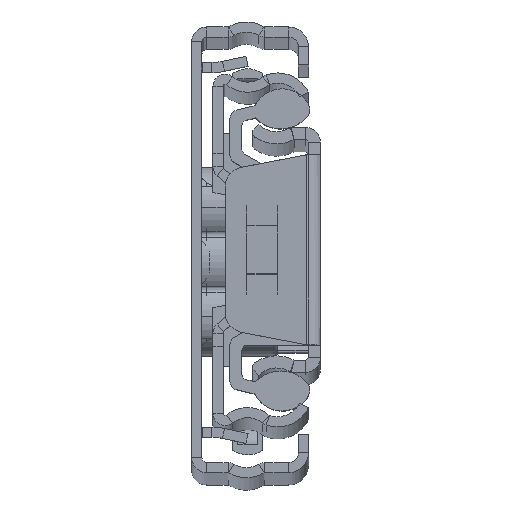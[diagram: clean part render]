
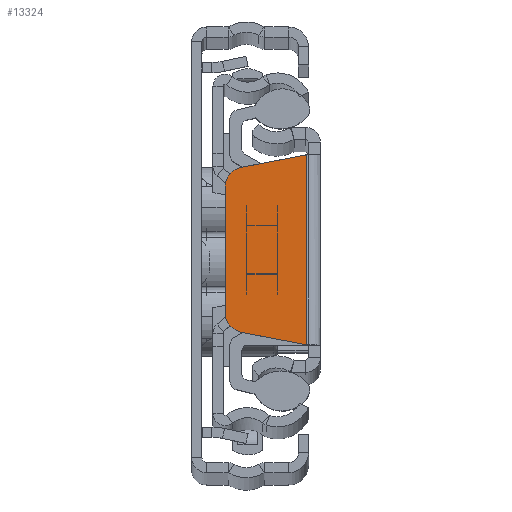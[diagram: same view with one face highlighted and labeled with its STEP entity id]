
A CAD part, top view. The second image highlights one B-rep face of the part: STEP entity #13324.
In plain terms, the highlighted planar face has unit normal (0, 0, 1).
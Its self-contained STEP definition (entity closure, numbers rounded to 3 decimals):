
#230 = LINE ( 'NONE', #20193, #19082 ) ;
#761 = AXIS2_PLACEMENT_3D ( 'NONE', #14047, #5089, #21310 ) ;
#2053 = VECTOR ( 'NONE', #19114, 1000. ) ;
#2513 = ORIENTED_EDGE ( 'NONE', *, *, #10461, .T. ) ;
#2653 = CARTESIAN_POINT ( 'NONE',  ( -1.36, 9.379, 0. ) ) ;
#2859 = LINE ( 'NONE', #10136, #21103 ) ;
#4206 = DIRECTION ( 'NONE',  ( 0., -1., 0. ) ) ;
#4237 = VERTEX_POINT ( 'NONE', #6401 ) ;
#4464 = ORIENTED_EDGE ( 'NONE', *, *, #19009, .F. ) ;
#4602 = DIRECTION ( 'NONE',  ( 0., 0., 1. ) ) ;
#4767 = CARTESIAN_POINT ( 'NONE',  ( -1.786, 9.298, 0. ) ) ;
#5089 = DIRECTION ( 'NONE',  ( 0., 0., -1. ) ) ;
#5294 = CARTESIAN_POINT ( 'NONE',  ( -7.401, -6.183, 0. ) ) ;
#5321 = FACE_OUTER_BOUND ( 'NONE', #10728, .T. ) ;
#6381 = ORIENTED_EDGE ( 'NONE', *, *, #17122, .T. ) ;
#6401 = CARTESIAN_POINT ( 'NONE',  ( -7.778, -8.147, 0. ) ) ;
#6443 = CIRCLE ( 'NONE', #22948, 2. ) ;
#6608 = ORIENTED_EDGE ( 'NONE', *, *, #13665, .T. ) ;
#8061 = VERTEX_POINT ( 'NONE', #20438 ) ;
#9479 = VECTOR ( 'NONE', #14103, 1000. ) ;
#9552 = DIRECTION ( 'NONE',  ( -1., 0., 0. ) ) ;
#9568 = CARTESIAN_POINT ( 'NONE',  ( -1.36, -9.379, 0. ) ) ;
#9788 = CIRCLE ( 'NONE', #22925, 2. ) ;
#10136 = CARTESIAN_POINT ( 'NONE',  ( -9.401, 0., 0. ) ) ;
#10374 = CARTESIAN_POINT ( 'NONE',  ( -9.401, 6.183, 0. ) ) ;
#10461 = EDGE_CURVE ( 'NONE', #8061, #21943, #6443, .T. ) ;
#10467 = ORIENTED_EDGE ( 'NONE', *, *, #11425, .T. ) ;
#10700 = VERTEX_POINT ( 'NONE', #16116 ) ;
#10728 = EDGE_LOOP ( 'NONE', ( #12134, #6608, #10467, #4464, #6381, #2513 ) ) ;
#10729 = DIRECTION ( 'NONE',  ( -1., 0., 0. ) ) ;
#11425 = EDGE_CURVE ( 'NONE', #4237, #20916, #12691, .T. ) ;
#12134 = ORIENTED_EDGE ( 'NONE', *, *, #14559, .T. ) ;
#12281 = PLANE ( 'NONE',  #761 ) ;
#12500 = DIRECTION ( 'NONE',  ( 0., 0., 1. ) ) ;
#12588 = CARTESIAN_POINT ( 'NONE',  ( -1.786, -9.298, 0. ) ) ;
#12691 = LINE ( 'NONE', #12588, #9479 ) ;
#13324 = ADVANCED_FACE ( 'NONE', ( #5321 ), #12281, .F. ) ;
#13665 = EDGE_CURVE ( 'NONE', #10700, #4237, #9788, .T. ) ;
#14047 = CARTESIAN_POINT ( 'NONE',  ( 0., 0., 0. ) ) ;
#14103 = DIRECTION ( 'NONE',  ( 0.982, -0.189, 0. ) ) ;
#14239 = VERTEX_POINT ( 'NONE', #2653 ) ;
#14559 = EDGE_CURVE ( 'NONE', #21943, #10700, #2859, .T. ) ;
#16116 = CARTESIAN_POINT ( 'NONE',  ( -9.401, -6.183, 0. ) ) ;
#17122 = EDGE_CURVE ( 'NONE', #14239, #8061, #17232, .T. ) ;
#17232 = LINE ( 'NONE', #4767, #2053 ) ;
#19009 = EDGE_CURVE ( 'NONE', #14239, #20916, #230, .T. ) ;
#19082 = VECTOR ( 'NONE', #4206, 1000. ) ;
#19114 = DIRECTION ( 'NONE',  ( -0.982, -0.189, 0. ) ) ;
#20193 = CARTESIAN_POINT ( 'NONE',  ( -1.36, -9.379, 0. ) ) ;
#20438 = CARTESIAN_POINT ( 'NONE',  ( -7.778, 8.147, 0. ) ) ;
#20916 = VERTEX_POINT ( 'NONE', #9568 ) ;
#21103 = VECTOR ( 'NONE', #22587, 1000. ) ;
#21310 = DIRECTION ( 'NONE',  ( -1., 0., 0. ) ) ;
#21943 = VERTEX_POINT ( 'NONE', #10374 ) ;
#22112 = CARTESIAN_POINT ( 'NONE',  ( -7.401, 6.183, 0. ) ) ;
#22587 = DIRECTION ( 'NONE',  ( 0., -1., 0. ) ) ;
#22925 = AXIS2_PLACEMENT_3D ( 'NONE', #5294, #12500, #10729 ) ;
#22948 = AXIS2_PLACEMENT_3D ( 'NONE', #22112, #4602, #9552 ) ;
